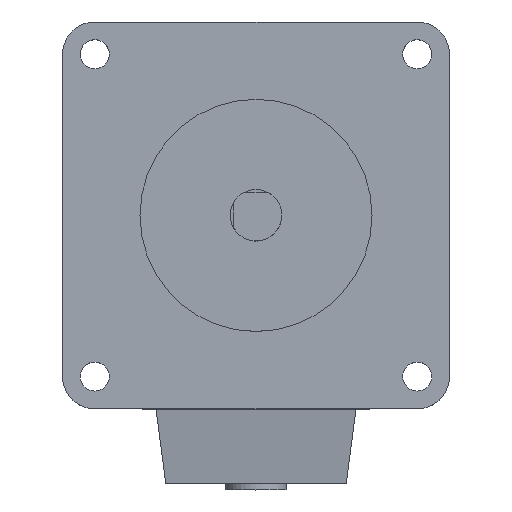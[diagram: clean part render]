
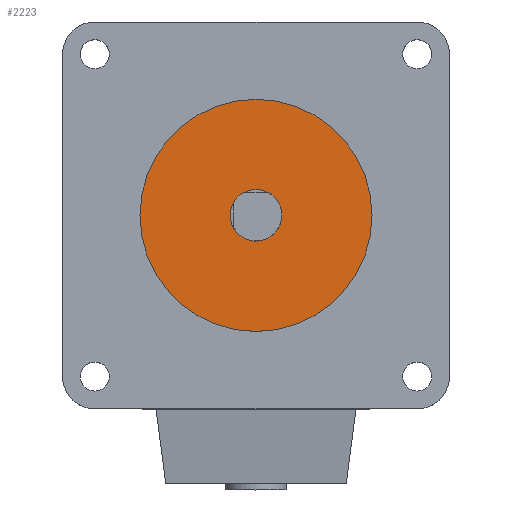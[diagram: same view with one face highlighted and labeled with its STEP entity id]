
A CAD part, top view. The second image highlights one B-rep face of the part: STEP entity #2223.
In plain terms, the highlighted planar face has unit normal (0, 0, 1).
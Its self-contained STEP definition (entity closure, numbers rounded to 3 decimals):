
#437 = CARTESIAN_POINT ( 'NONE',  ( 30., 30., 1.5 ) ) ;
#438 = DIRECTION ( 'NONE',  ( 0., 0., 1. ) ) ;
#439 = DIRECTION ( 'NONE',  ( 1., 0., 0. ) ) ;
#475 = CARTESIAN_POINT ( 'NONE',  ( 48., 30., 1.5 ) ) ;
#518 = CARTESIAN_POINT ( 'NONE',  ( 34., 30., 1.5 ) ) ;
#519 = CARTESIAN_POINT ( 'NONE',  ( 26., 30., 1.5 ) ) ;
#558 = CARTESIAN_POINT ( 'NONE',  ( 12., 30., 1.5 ) ) ;
#1267 = CARTESIAN_POINT ( 'NONE',  ( 30., 30., 1.5 ) ) ;
#1268 = DIRECTION ( 'NONE',  ( 0., 0., 1. ) ) ;
#1269 = DIRECTION ( 'NONE',  ( 1., 0., 0. ) ) ;
#1275 = CARTESIAN_POINT ( 'NONE',  ( 30., 30., 1.5 ) ) ;
#1276 = DIRECTION ( 'NONE',  ( 0., 0., 1. ) ) ;
#1277 = DIRECTION ( 'NONE',  ( 1., 0., 0. ) ) ;
#1322 = CARTESIAN_POINT ( 'NONE',  ( 30., 30., 1.5 ) ) ;
#1323 = DIRECTION ( 'NONE',  ( 0., 0., 1. ) ) ;
#1324 = DIRECTION ( 'NONE',  ( 1., 0., 0. ) ) ;
#1439 = FACE_OUTER_BOUND ( 'NONE', #3982, .T. ) ;
#1440 = FACE_BOUND ( 'NONE', #3986, .T. ) ;
#1745 = AXIS2_PLACEMENT_3D ( 'NONE', #2410, #2411, #2412 ) ;
#1807 = ORIENTED_EDGE ( 'NONE', *, *, #2152, .T. ) ;
#1808 = ORIENTED_EDGE ( 'NONE', *, *, #2284, .F. ) ;
#1810 = ORIENTED_EDGE ( 'NONE', *, *, #2131, .T. ) ;
#1811 = ORIENTED_EDGE ( 'NONE', *, *, #2134, .F. ) ;
#2131 = EDGE_CURVE ( 'NONE', #2853, #2936, #4448, .T. ) ;
#2134 = EDGE_CURVE ( 'NONE', #2896, #2897, #4453, .T. ) ;
#2152 = EDGE_CURVE ( 'NONE', #2936, #2853, #4461, .T. ) ;
#2223 = ADVANCED_FACE ( 'NONE', ( #1439, #1440 ), #2409, .T. ) ;
#2284 = EDGE_CURVE ( 'NONE', #2897, #2896, #2563, .T. ) ;
#2409 = PLANE ( 'NONE',  #1745 ) ;
#2410 = CARTESIAN_POINT ( 'NONE',  ( 30., 30., 1.5 ) ) ;
#2411 = DIRECTION ( 'NONE',  ( 0., 0., 1. ) ) ;
#2412 = DIRECTION ( 'NONE',  ( 1., 0., 0. ) ) ;
#2563 = CIRCLE ( 'NONE', #2574, 4. ) ;
#2574 = AXIS2_PLACEMENT_3D ( 'NONE', #437, #438, #439 ) ;
#2853 = VERTEX_POINT ( 'NONE', #475 ) ;
#2896 = VERTEX_POINT ( 'NONE', #518 ) ;
#2897 = VERTEX_POINT ( 'NONE', #519 ) ;
#2936 = VERTEX_POINT ( 'NONE', #558 ) ;
#3982 = EDGE_LOOP ( 'NONE', ( #1807, #1810 ) ) ;
#3986 = EDGE_LOOP ( 'NONE', ( #1808, #1811 ) ) ;
#4448 = CIRCLE ( 'NONE', #4450, 18. ) ;
#4450 = AXIS2_PLACEMENT_3D ( 'NONE', #1267, #1268, #1269 ) ;
#4453 = CIRCLE ( 'NONE', #4455, 4. ) ;
#4455 = AXIS2_PLACEMENT_3D ( 'NONE', #1275, #1276, #1277 ) ;
#4461 = CIRCLE ( 'NONE', #4481, 18. ) ;
#4481 = AXIS2_PLACEMENT_3D ( 'NONE', #1322, #1323, #1324 ) ;
